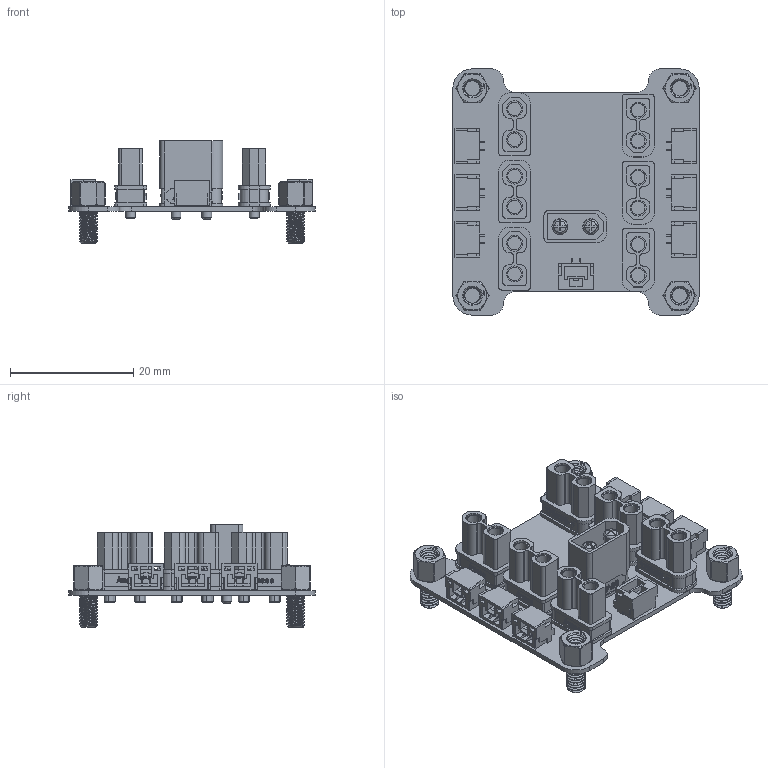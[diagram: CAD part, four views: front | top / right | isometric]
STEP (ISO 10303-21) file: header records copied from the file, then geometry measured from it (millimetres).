
FILE_DESCRIPTION(('Open CASCADE Model'),'2;1');
FILE_NAME('Open CASCADE Shape Model','2022-01-16T21:52:51',('Author'),( 'Open CASCADE'),'Open CASCADE STEP processor 6.8','Open CASCADE 6.8' ,'Unknown');
FILE_SCHEMA(('AUTOMOTIVE_DESIGN { 1 0 10303 214 1 1 1 1 }'));
Length unit declared in the file: millimetre
Products named in the file (25): PCB; Board; P4; M3x4+6; P3; P2; P1; J14; User_Library-XT30UPB-F-1; J13; J12; J11; J10; J9; J8; SM02B-GHS-TB; J7; J6; J5; J4; J3; J2; 1196259648; J1; BM02B-GHS-TBT
Assembly tree (37 placements, depth 3):
  PCB
    Board
    P4
      M3x4+6
    P3
      M3x4+6
    P2
      M3x4+6
    P1
      M3x4+6
    J14
      User_Library-XT30UPB-F-1
    J13
      User_Library-XT30UPB-F-1
    J12
      User_Library-XT30UPB-F-1
    J11
      User_Library-XT30UPB-F-1
    J10
      User_Library-XT30UPB-F-1
    J9
      User_Library-XT30UPB-F-1
    J8
      SM02B-GHS-TB
    J7
      SM02B-GHS-TB
    J6
      SM02B-GHS-TB
    J5
      SM02B-GHS-TB
    J4
      SM02B-GHS-TB
    J3
      SM02B-GHS-TB
    J2
      1196259648
    J1
      BM02B-GHS-TBT
Bounding box: 40.01 x 40.01 x 16.61 mm (x, y, z)
Volume: 3734.9 mm3; surface area: 9573.2 mm2
Topology: 49 solids, 49 shells, 4019 faces, 11183 edges, 7482 vertices
Faces by surface type: plane 2250, bspline 1085, cylinder 490, sphere 72, torus 64, cone 58
Full cylindrical faces by diameter (mm): 1.6 x2, 1.8 x14, 2.1 x6, 2.6 x8, 3.175 x4
Entity records: 59229 total; most frequent: CARTESIAN_POINT 26531, ORIENTED_EDGE 6242, DIRECTION 4438, EDGE_CURVE 3121, VERTEX_POINT 2085, LINE 1930, VECTOR 1930, FACE_BOUND 1260
